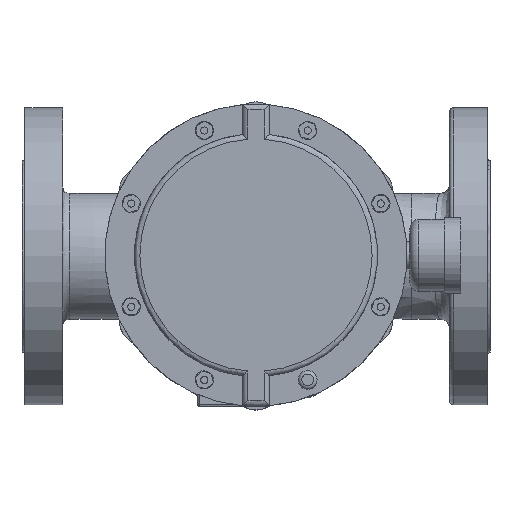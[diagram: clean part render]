
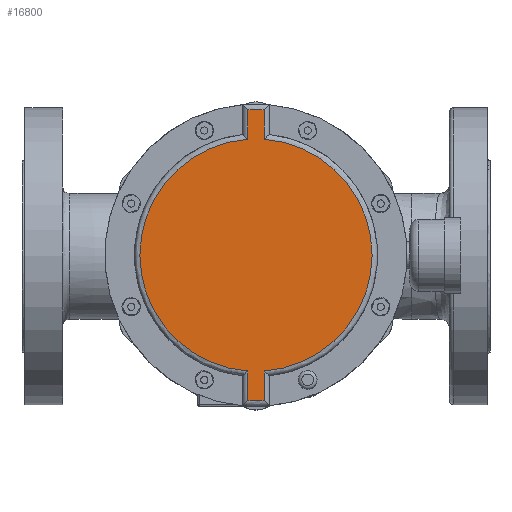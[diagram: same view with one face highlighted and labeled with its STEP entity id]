
A CAD part, top view. The second image highlights one B-rep face of the part: STEP entity #16800.
In plain terms, the highlighted planar face has unit normal (0, 0, 1).
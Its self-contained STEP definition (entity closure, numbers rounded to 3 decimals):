
#342=LINE('',#25762,#1852);
#344=LINE('',#25834,#1854);
#347=LINE('',#25840,#1857);
#349=LINE('',#25876,#1859);
#1852=VECTOR('',#19805,16.532);
#1854=VECTOR('',#19821,16.532);
#1857=VECTOR('',#19826,16.532);
#1859=VECTOR('',#19836,16.532);
#3745=PLANE('',#17934);
#4489=FACE_OUTER_BOUND('',#5582,.T.);
#5582=EDGE_LOOP('',(#12075,#12076,#12077,#12078,#12079,#12080,#12081,#12082));
#7152=CIRCLE('',#17912,64.5);
#7153=CIRCLE('',#17915,81.);
#7156=CIRCLE('',#17919,64.5);
#7158=CIRCLE('',#17924,81.);
#7940=VERTEX_POINT('',#25729);
#7941=VERTEX_POINT('',#25744);
#7942=VERTEX_POINT('',#25761);
#7944=VERTEX_POINT('',#25780);
#7948=VERTEX_POINT('',#25802);
#7949=VERTEX_POINT('',#25817);
#7951=VERTEX_POINT('',#25839);
#7953=VERTEX_POINT('',#25858);
#9576=EDGE_CURVE('',#7940,#7941,#7152,.T.);
#9578=EDGE_CURVE('',#7941,#7942,#342,.T.);
#9581=EDGE_CURVE('',#7942,#7944,#7153,.T.);
#9586=EDGE_CURVE('',#7948,#7949,#7156,.T.);
#9588=EDGE_CURVE('',#7944,#7948,#344,.T.);
#9591=EDGE_CURVE('',#7949,#7951,#347,.T.);
#9594=EDGE_CURVE('',#7951,#7953,#7158,.T.);
#9597=EDGE_CURVE('',#7953,#7940,#349,.T.);
#12075=ORIENTED_EDGE('',*,*,#9586,.F.);
#12076=ORIENTED_EDGE('',*,*,#9588,.F.);
#12077=ORIENTED_EDGE('',*,*,#9581,.F.);
#12078=ORIENTED_EDGE('',*,*,#9578,.F.);
#12079=ORIENTED_EDGE('',*,*,#9576,.F.);
#12080=ORIENTED_EDGE('',*,*,#9597,.F.);
#12081=ORIENTED_EDGE('',*,*,#9594,.F.);
#12082=ORIENTED_EDGE('',*,*,#9591,.F.);
#16800=ADVANCED_FACE('',(#4489),#3745,.T.);
#17912=AXIS2_PLACEMENT_3D('',#25745,#19801,#19802);
#17915=AXIS2_PLACEMENT_3D('',#25781,#19809,#19810);
#17919=AXIS2_PLACEMENT_3D('',#25818,#19817,#19818);
#17924=AXIS2_PLACEMENT_3D('',#25859,#19831,#19832);
#17934=AXIS2_PLACEMENT_3D('',#25902,#19862,#19863);
#19801=DIRECTION('center_axis',(0.,0.,-1.));
#19802=DIRECTION('ref_axis',(-1.,0.,0.));
#19805=DIRECTION('',(0.,1.,0.));
#19809=DIRECTION('center_axis',(0.,0.,-1.));
#19810=DIRECTION('ref_axis',(0.,1.,0.));
#19817=DIRECTION('center_axis',(0.,0.,-1.));
#19818=DIRECTION('ref_axis',(1.,0.,0.));
#19821=DIRECTION('',(0.,-1.,0.));
#19826=DIRECTION('',(0.,-1.,0.));
#19831=DIRECTION('center_axis',(0.,0.,-1.));
#19832=DIRECTION('ref_axis',(0.,-1.,0.));
#19836=DIRECTION('',(0.,1.,0.));
#19862=DIRECTION('center_axis',(0.,0.,1.));
#19863=DIRECTION('ref_axis',(1.,0.,0.));
#25729=CARTESIAN_POINT('',(-4.5,-64.343,468.));
#25744=CARTESIAN_POINT('',(-4.5,64.343,468.));
#25745=CARTESIAN_POINT('Origin',(0.,0.,468.));
#25761=CARTESIAN_POINT('',(-4.5,80.875,468.));
#25762=CARTESIAN_POINT('',(-4.5,0.,468.));
#25780=CARTESIAN_POINT('',(4.5,80.875,468.));
#25781=CARTESIAN_POINT('Origin',(0.,0.,468.));
#25802=CARTESIAN_POINT('',(4.5,64.343,468.));
#25817=CARTESIAN_POINT('',(4.5,-64.343,468.));
#25818=CARTESIAN_POINT('Origin',(0.,0.,468.));
#25834=CARTESIAN_POINT('',(4.5,0.,468.));
#25839=CARTESIAN_POINT('',(4.5,-80.875,468.));
#25840=CARTESIAN_POINT('',(4.5,0.,468.));
#25858=CARTESIAN_POINT('',(-4.5,-80.875,468.));
#25859=CARTESIAN_POINT('Origin',(0.,0.,468.));
#25876=CARTESIAN_POINT('',(-4.5,0.,468.));
#25902=CARTESIAN_POINT('Origin',(0.,0.,
468.));
